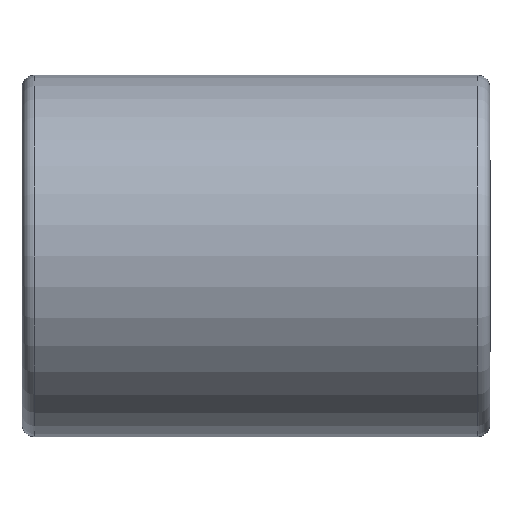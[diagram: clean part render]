
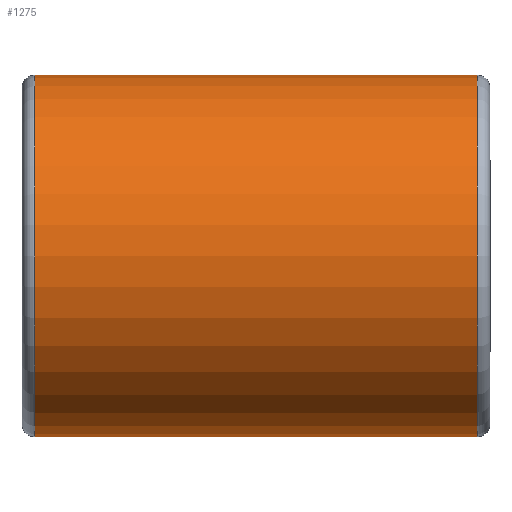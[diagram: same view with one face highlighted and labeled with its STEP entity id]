
A CAD part, front view. The second image highlights one B-rep face of the part: STEP entity #1275.
In plain terms, the highlighted cylindrical face has radius 42.5 mm (diameter 85 mm), a partial arc.
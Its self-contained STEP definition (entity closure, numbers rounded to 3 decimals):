
#60 = VERTEX_POINT ( 'NONE', #370 ) ;
#229 = CIRCLE ( 'NONE', #1140, 42.5 ) ;
#235 = DIRECTION ( 'NONE',  ( 1., 0., 0. ) ) ;
#293 = ORIENTED_EDGE ( 'NONE', *, *, #1217, .F. ) ;
#359 = ORIENTED_EDGE ( 'NONE', *, *, #2320, .T. ) ;
#370 = CARTESIAN_POINT ( 'NONE',  ( 107., 0., 42.5 ) ) ;
#373 = ORIENTED_EDGE ( 'NONE', *, *, #2435, .T. ) ;
#437 = CARTESIAN_POINT ( 'NONE',  ( 0., 0., -42.5 ) ) ;
#514 = CARTESIAN_POINT ( 'NONE',  ( 0., 0., 0. ) ) ;
#600 = AXIS2_PLACEMENT_3D ( 'NONE', #514, #2980, #2194 ) ;
#840 = CARTESIAN_POINT ( 'NONE',  ( 107., 0., -42.5 ) ) ;
#1070 = CARTESIAN_POINT ( 'NONE',  ( 0., 0., 42.5 ) ) ;
#1140 = AXIS2_PLACEMENT_3D ( 'NONE', #4171, #1804, #5068 ) ;
#1217 = EDGE_CURVE ( 'NONE', #2931, #1450, #4839, .T. ) ;
#1275 = ADVANCED_FACE ( 'NONE', ( #4471 ), #5015, .T. ) ;
#1450 = VERTEX_POINT ( 'NONE', #3140 ) ;
#1505 = VECTOR ( 'NONE', #4665, 1000. ) ;
#1781 = AXIS2_PLACEMENT_3D ( 'NONE', #4993, #235, #2658 ) ;
#1804 = DIRECTION ( 'NONE',  ( -1., 0., 0. ) ) ;
#1941 = EDGE_LOOP ( 'NONE', ( #293, #359, #373, #3532 ) ) ;
#2194 = DIRECTION ( 'NONE',  ( 0., 0., 1. ) ) ;
#2230 = CARTESIAN_POINT ( 'NONE',  ( 3., 0., 42.5 ) ) ;
#2320 = EDGE_CURVE ( 'NONE', #2931, #60, #229, .T. ) ;
#2435 = EDGE_CURVE ( 'NONE', #60, #2565, #3628, .T. ) ;
#2466 = DIRECTION ( 'NONE',  ( -1., 0., 0. ) ) ;
#2565 = VERTEX_POINT ( 'NONE', #2230 ) ;
#2658 = DIRECTION ( 'NONE',  ( 0., 0., -1. ) ) ;
#2931 = VERTEX_POINT ( 'NONE', #840 ) ;
#2980 = DIRECTION ( 'NONE',  ( -1., 0., 0. ) ) ;
#3140 = CARTESIAN_POINT ( 'NONE',  ( 3., 0., -42.5 ) ) ;
#3532 = ORIENTED_EDGE ( 'NONE', *, *, #3739, .T. ) ;
#3628 = LINE ( 'NONE', #1070, #1505 ) ;
#3739 = EDGE_CURVE ( 'NONE', #2565, #1450, #4059, .T. ) ;
#3803 = VECTOR ( 'NONE', #2466, 1000. ) ;
#4059 = CIRCLE ( 'NONE', #1781, 42.5 ) ;
#4171 = CARTESIAN_POINT ( 'NONE',  ( 107., 0., 0. ) ) ;
#4471 = FACE_OUTER_BOUND ( 'NONE', #1941, .T. ) ;
#4665 = DIRECTION ( 'NONE',  ( -1., 0., 0. ) ) ;
#4839 = LINE ( 'NONE', #437, #3803 ) ;
#4993 = CARTESIAN_POINT ( 'NONE',  ( 3., 0., 0. ) ) ;
#5015 = CYLINDRICAL_SURFACE ( 'NONE', #600, 42.5 ) ;
#5068 = DIRECTION ( 'NONE',  ( 0., 0., 1. ) ) ;
